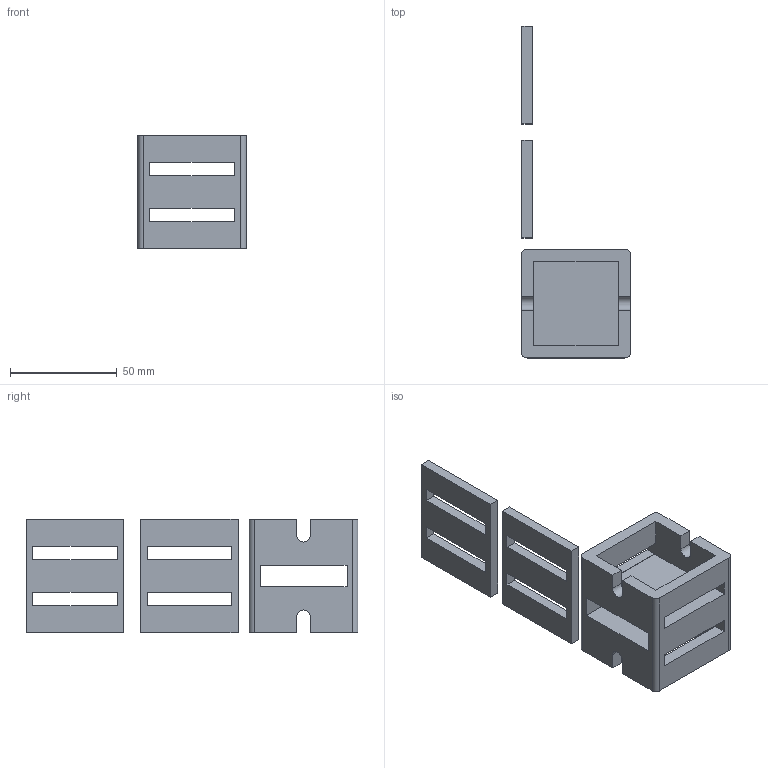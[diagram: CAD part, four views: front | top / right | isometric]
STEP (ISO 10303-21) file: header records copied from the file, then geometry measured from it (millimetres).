
FILE_DESCRIPTION(/* description */ (''),/* implementation_level */ '2;1');
FILE_NAME(/* name */ 'Small Square Magnet Holder v0.3.1.step',/* time_stamp */ '2023-06-21T12:13:53-04:00',/* author */ (''),/* organization */ (''),/* preprocessor_version */ 'ST-DEVELOPER v19.2',/* originating_system */ 'Autodesk Translation Framework v12.6.0.85',/* authorisation */ '');
FILE_SCHEMA (('AUTOMOTIVE_DESIGN { 1 0 10303 214 3 1 1 }'));
Length unit declared in the file: inch
Products named in the file (1): Small Square Magnet Holder v3
Bounding box: 50.8 x 155.07 x 53.09 mm (x, y, z)
Volume: 87074.3 mm3; surface area: 48804.3 mm2
Topology: 5 solids, 5 shells, 100 faces, 282 edges, 188 vertices
Faces by surface type: plane 92, cylinder 8
Entity records: 3265 total; most frequent: CARTESIAN_POINT 571, ORIENTED_EDGE 564, DIRECTION 500, EDGE_CURVE 282, LINE 266, VECTOR 266, VERTEX_POINT 188, EDGE_LOOP 122
